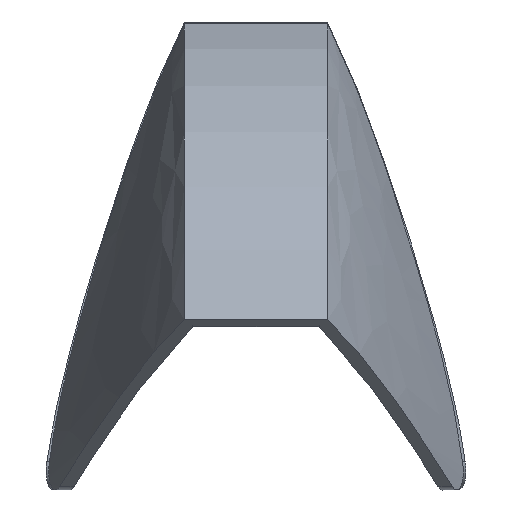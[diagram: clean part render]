
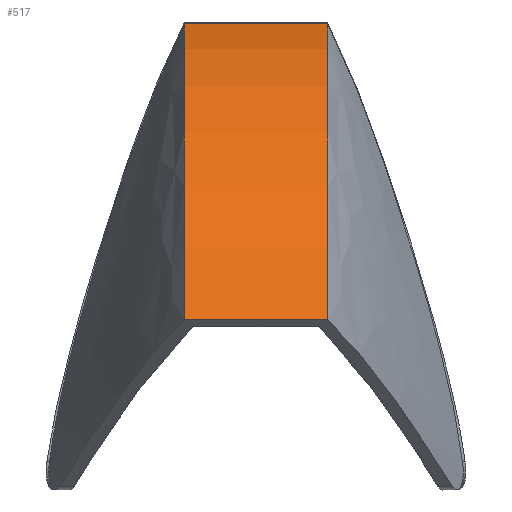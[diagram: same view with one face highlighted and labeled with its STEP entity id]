
A CAD part, top view. The second image highlights one B-rep face of the part: STEP entity #517.
In plain terms, the highlighted cylindrical face has radius 184.047 mm (diameter 368.093 mm), a partial arc.
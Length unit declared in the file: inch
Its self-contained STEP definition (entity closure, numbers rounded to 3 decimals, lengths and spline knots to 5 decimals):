
#35=CIRCLE('',#564,7.24592);
#36=CIRCLE('',#565,7.24592);
#59=FACE_OUTER_BOUND('',#90,.T.);
#90=EDGE_LOOP('',(#390,#391,#392,#393));
#113=LINE('',#824,#142);
#122=LINE('',#1100,#151);
#142=VECTOR('',#594,0.3937);
#151=VECTOR('',#619,0.3937);
#218=VERTEX_POINT('',#807);
#219=VERTEX_POINT('',#823);
#231=VERTEX_POINT('',#1097);
#232=VERTEX_POINT('',#1099);
#272=EDGE_CURVE('',#219,#218,#113,.T.);
#292=EDGE_CURVE('',#218,#231,#35,.T.);
#293=EDGE_CURVE('',#232,#231,#122,.F.);
#294=EDGE_CURVE('',#219,#232,#36,.T.);
#390=ORIENTED_EDGE('',*,*,#272,.T.);
#391=ORIENTED_EDGE('',*,*,#292,.T.);
#392=ORIENTED_EDGE('',*,*,#293,.F.);
#393=ORIENTED_EDGE('',*,*,#294,.F.);
#501=CYLINDRICAL_SURFACE('',#563,7.24592);
#517=ADVANCED_FACE('',(#59),#501,.T.);
#563=AXIS2_PLACEMENT_3D('',#1096,#615,#616);
#564=AXIS2_PLACEMENT_3D('',#1098,#617,#618);
#565=AXIS2_PLACEMENT_3D('',#1101,#620,#621);
#594=DIRECTION('',(-1.,0.,0.));
#615=DIRECTION('center_axis',(1.,0.,0.));
#616=DIRECTION('ref_axis',(0.,1.,0.018));
#617=DIRECTION('center_axis',(1.,0.,0.));
#618=DIRECTION('ref_axis',(0.,1.,0.018));
#619=DIRECTION('',(1.,0.,0.));
#620=DIRECTION('center_axis',(1.,0.,0.));
#621=DIRECTION('ref_axis',(0.,1.,0.018));
#807=CARTESIAN_POINT('',(-8.15354,9.90273,-0.5798));
#823=CARTESIAN_POINT('',(-6.12246,9.90273,-0.5798));
#824=CARTESIAN_POINT('',(-7.138,9.90273,-0.5798));
#1096=CARTESIAN_POINT('Origin',(-7.138,2.89376,-2.41767));
#1097=CARTESIAN_POINT('',(-8.15354,5.69421,4.26521));
#1098=CARTESIAN_POINT('Origin',(-8.15354,2.89376,-2.41767));
#1099=CARTESIAN_POINT('',(-6.12246,5.69421,4.26521));
#1100=CARTESIAN_POINT('',(-7.138,5.69421,4.26521));
#1101=CARTESIAN_POINT('Origin',(-6.12246,2.89376,-2.41767));
